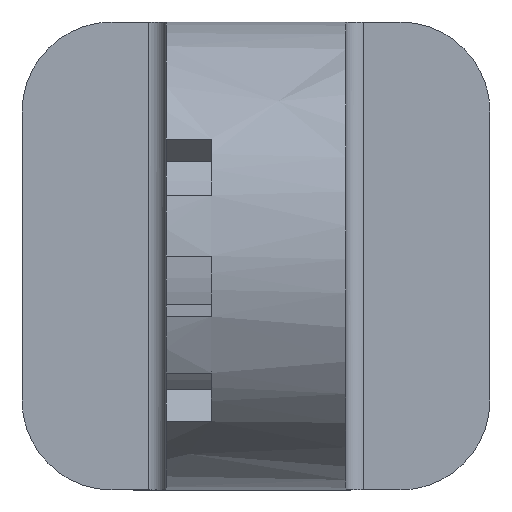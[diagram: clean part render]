
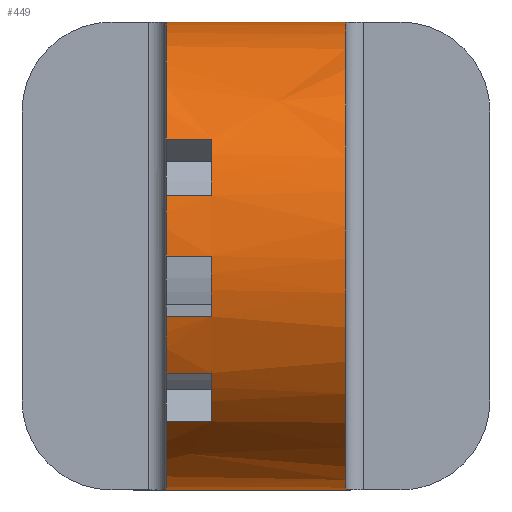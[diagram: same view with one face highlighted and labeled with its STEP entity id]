
A CAD part, left-side view. The second image highlights one B-rep face of the part: STEP entity #449.
In plain terms, the highlighted free-form (B-spline) face has degree [2, 1] with [5, 2] control points.
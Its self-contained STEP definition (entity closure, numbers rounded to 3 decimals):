
#266 = VERTEX_POINT('',#267);
#267 = CARTESIAN_POINT('',(-22.777,12.654,
    32.901));
#282 = VERTEX_POINT('',#283);
#283 = CARTESIAN_POINT('',(-22.777,12.654,
    -32.901));
#288 = EDGE_CURVE('',#282,#289,#291,.T.);
#289 = VERTEX_POINT('',#290);
#290 = CARTESIAN_POINT('',(-46.042,12.654,
    -23.264));
#291 = ( BOUNDED_CURVE() B_SPLINE_CURVE(2,(#292,#293,#294),
.UNSPECIFIED.,.F.,.F.) B_SPLINE_CURVE_WITH_KNOTS((3,3),(3.142,
3.927),.PIECEWISE_BEZIER_KNOTS.) CURVE() 
GEOMETRIC_REPRESENTATION_ITEM() RATIONAL_B_SPLINE_CURVE((1.,
0.924,1.)) REPRESENTATION_ITEM('') );
#292 = CARTESIAN_POINT('',(-22.777,12.654,
    -32.901));
#293 = CARTESIAN_POINT('',(-36.405,12.654,-32.901)
  );
#294 = CARTESIAN_POINT('',(-46.042,12.654,
    -23.264));
#312 = VERTEX_POINT('',#313);
#313 = CARTESIAN_POINT('',(-51.27,12.654,
    -16.45));
#318 = EDGE_CURVE('',#312,#319,#321,.T.);
#319 = VERTEX_POINT('',#320);
#320 = CARTESIAN_POINT('',(-54.557,12.654,
    -8.515));
#321 = ( BOUNDED_CURVE() B_SPLINE_CURVE(2,(#322,#323,#324),
.UNSPECIFIED.,.F.,.F.) B_SPLINE_CURVE_WITH_KNOTS((3,3),(4.189,
4.451),.PIECEWISE_BEZIER_KNOTS.) CURVE() 
GEOMETRIC_REPRESENTATION_ITEM() RATIONAL_B_SPLINE_CURVE((1.,
0.991,1.)) REPRESENTATION_ITEM('') );
#322 = CARTESIAN_POINT('',(-51.27,12.654,
    -16.45));
#323 = CARTESIAN_POINT('',(-53.436,12.654,
    -12.699));
#324 = CARTESIAN_POINT('',(-54.557,12.654,
    -8.515));
#342 = VERTEX_POINT('',#343);
#343 = CARTESIAN_POINT('',(-55.678,12.654,
    0.));
#348 = EDGE_CURVE('',#342,#349,#351,.T.);
#349 = VERTEX_POINT('',#350);
#350 = CARTESIAN_POINT('',(-54.557,12.654,
    8.515));
#351 = ( BOUNDED_CURVE() B_SPLINE_CURVE(2,(#352,#353,#354),
.UNSPECIFIED.,.F.,.F.) B_SPLINE_CURVE_WITH_KNOTS((3,3),(4.712,
4.974),.PIECEWISE_BEZIER_KNOTS.) CURVE() 
GEOMETRIC_REPRESENTATION_ITEM() RATIONAL_B_SPLINE_CURVE((1.,
0.991,1.)) REPRESENTATION_ITEM('') );
#352 = CARTESIAN_POINT('',(-55.678,12.654,
    0.));
#353 = CARTESIAN_POINT('',(-55.678,12.654,
    4.331));
#354 = CARTESIAN_POINT('',(-54.557,12.654,
    8.515));
#372 = VERTEX_POINT('',#373);
#373 = CARTESIAN_POINT('',(-51.27,12.654,
    16.45));
#378 = EDGE_CURVE('',#372,#266,#379,.T.);
#379 = ( BOUNDED_CURVE() B_SPLINE_CURVE(2,(#380,#381,#382),
.UNSPECIFIED.,.F.,.F.) B_SPLINE_CURVE_WITH_KNOTS((3,3),(5.236,
6.283),.PIECEWISE_BEZIER_KNOTS.) CURVE() 
GEOMETRIC_REPRESENTATION_ITEM() RATIONAL_B_SPLINE_CURVE((1.,
0.866,1.)) REPRESENTATION_ITEM('') );
#380 = CARTESIAN_POINT('',(-51.27,12.654,
    16.45));
#381 = CARTESIAN_POINT('',(-41.773,12.654,
    32.901));
#382 = CARTESIAN_POINT('',(-22.777,12.654,
    32.901));
#406 = VERTEX_POINT('',#407);
#407 = CARTESIAN_POINT('',(-22.777,-12.654,
    -32.901));
#420 = VERTEX_POINT('',#421);
#421 = CARTESIAN_POINT('',(-22.777,-12.654,
    32.901));
#426 = EDGE_CURVE('',#406,#420,#427,.T.);
#427 = ( BOUNDED_CURVE() B_SPLINE_CURVE(2,(#428,#429,#430,#431,#432),
.UNSPECIFIED.,.F.,.F.) B_SPLINE_CURVE_WITH_KNOTS((3,2,3),(3.142,
4.712,6.283),.PIECEWISE_BEZIER_KNOTS.) CURVE() 
GEOMETRIC_REPRESENTATION_ITEM() RATIONAL_B_SPLINE_CURVE((1.,
0.707,1.,0.707,1.)) REPRESENTATION_ITEM('') );
#428 = CARTESIAN_POINT('',(-22.777,-12.654,
    -32.901));
#429 = CARTESIAN_POINT('',(-55.678,-12.654,
    -32.901));
#430 = CARTESIAN_POINT('',(-55.678,-12.654,
    0.));
#431 = CARTESIAN_POINT('',(-55.678,-12.654,
    32.901));
#432 = CARTESIAN_POINT('',(-22.777,-12.654,
    32.901));
#449 = ADVANCED_FACE('',(#450),#527,.T.);
#450 = FACE_BOUND('',#451,.T.);
#451 = EDGE_LOOP('',(#452,#462,#467,#468,#473,#474,#479,#480,#487,#495,
    #500,#501,#508,#516,#521,#522));
#452 = ORIENTED_EDGE('',*,*,#453,.F.);
#453 = EDGE_CURVE('',#454,#456,#458,.T.);
#454 = VERTEX_POINT('',#455);
#455 = CARTESIAN_POINT('',(-46.042,6.327,
    -23.264));
#456 = VERTEX_POINT('',#457);
#457 = CARTESIAN_POINT('',(-51.27,6.327,
    -16.45));
#458 = ( BOUNDED_CURVE() B_SPLINE_CURVE(2,(#459,#460,#461),
.UNSPECIFIED.,.F.,.F.) B_SPLINE_CURVE_WITH_KNOTS((3,3),(3.927,
4.189),.PIECEWISE_BEZIER_KNOTS.) CURVE() 
GEOMETRIC_REPRESENTATION_ITEM() RATIONAL_B_SPLINE_CURVE((1.,
0.991,1.)) REPRESENTATION_ITEM('') );
#459 = CARTESIAN_POINT('',(-46.042,6.327,
    -23.264));
#460 = CARTESIAN_POINT('',(-49.105,6.327,
    -20.202));
#461 = CARTESIAN_POINT('',(-51.27,6.327,
    -16.45));
#462 = ORIENTED_EDGE('',*,*,#463,.T.);
#463 = EDGE_CURVE('',#454,#289,#464,.T.);
#464 = B_SPLINE_CURVE_WITH_KNOTS('',1,(#465,#466),.UNSPECIFIED.,.F.,.F.,
  (2,2),(0.,5.),.PIECEWISE_BEZIER_KNOTS.);
#465 = CARTESIAN_POINT('',(-46.042,6.327,
    -23.264));
#466 = CARTESIAN_POINT('',(-46.042,12.654,
    -23.264));
#467 = ORIENTED_EDGE('',*,*,#288,.F.);
#468 = ORIENTED_EDGE('',*,*,#469,.T.);
#469 = EDGE_CURVE('',#282,#406,#470,.T.);
#470 = B_SPLINE_CURVE_WITH_KNOTS('',1,(#471,#472),.UNSPECIFIED.,.F.,.F.,
  (2,2),(-0.,20.),.PIECEWISE_BEZIER_KNOTS.);
#471 = CARTESIAN_POINT('',(-22.777,12.654,
    -32.901));
#472 = CARTESIAN_POINT('',(-22.777,-12.654,
    -32.901));
#473 = ORIENTED_EDGE('',*,*,#426,.T.);
#474 = ORIENTED_EDGE('',*,*,#475,.F.);
#475 = EDGE_CURVE('',#266,#420,#476,.T.);
#476 = B_SPLINE_CURVE_WITH_KNOTS('',1,(#477,#478),.UNSPECIFIED.,.F.,.F.,
  (2,2),(-0.,20.),.PIECEWISE_BEZIER_KNOTS.);
#477 = CARTESIAN_POINT('',(-22.777,12.654,
    32.901));
#478 = CARTESIAN_POINT('',(-22.777,-12.654,
    32.901));
#479 = ORIENTED_EDGE('',*,*,#378,.F.);
#480 = ORIENTED_EDGE('',*,*,#481,.F.);
#481 = EDGE_CURVE('',#482,#372,#484,.T.);
#482 = VERTEX_POINT('',#483);
#483 = CARTESIAN_POINT('',(-51.27,6.327,
    16.45));
#484 = B_SPLINE_CURVE_WITH_KNOTS('',1,(#485,#486),.UNSPECIFIED.,.F.,.F.,
  (2,2),(0.,5.),.PIECEWISE_BEZIER_KNOTS.);
#485 = CARTESIAN_POINT('',(-51.27,6.327,
    16.45));
#486 = CARTESIAN_POINT('',(-51.27,12.654,
    16.45));
#487 = ORIENTED_EDGE('',*,*,#488,.F.);
#488 = EDGE_CURVE('',#489,#482,#491,.T.);
#489 = VERTEX_POINT('',#490);
#490 = CARTESIAN_POINT('',(-54.557,6.327,8.515
    ));
#491 = ( BOUNDED_CURVE() B_SPLINE_CURVE(2,(#492,#493,#494),
.UNSPECIFIED.,.F.,.F.) B_SPLINE_CURVE_WITH_KNOTS((3,3),(4.974,
5.236),.PIECEWISE_BEZIER_KNOTS.) CURVE() 
GEOMETRIC_REPRESENTATION_ITEM() RATIONAL_B_SPLINE_CURVE((1.,
0.991,1.)) REPRESENTATION_ITEM('') );
#492 = CARTESIAN_POINT('',(-54.557,6.327,8.515
    ));
#493 = CARTESIAN_POINT('',(-53.436,6.327,
    12.699));
#494 = CARTESIAN_POINT('',(-51.27,6.327,
    16.45));
#495 = ORIENTED_EDGE('',*,*,#496,.T.);
#496 = EDGE_CURVE('',#489,#349,#497,.T.);
#497 = B_SPLINE_CURVE_WITH_KNOTS('',1,(#498,#499),.UNSPECIFIED.,.F.,.F.,
  (2,2),(0.,5.),.PIECEWISE_BEZIER_KNOTS.);
#498 = CARTESIAN_POINT('',(-54.557,6.327,8.515
    ));
#499 = CARTESIAN_POINT('',(-54.557,12.654,
    8.515));
#500 = ORIENTED_EDGE('',*,*,#348,.F.);
#501 = ORIENTED_EDGE('',*,*,#502,.F.);
#502 = EDGE_CURVE('',#503,#342,#505,.T.);
#503 = VERTEX_POINT('',#504);
#504 = CARTESIAN_POINT('',(-55.678,6.327,
    0.));
#505 = B_SPLINE_CURVE_WITH_KNOTS('',1,(#506,#507),.UNSPECIFIED.,.F.,.F.,
  (2,2),(0.,5.),.PIECEWISE_BEZIER_KNOTS.);
#506 = CARTESIAN_POINT('',(-55.678,6.327,
    0.));
#507 = CARTESIAN_POINT('',(-55.678,12.654,
    0.));
#508 = ORIENTED_EDGE('',*,*,#509,.F.);
#509 = EDGE_CURVE('',#510,#503,#512,.T.);
#510 = VERTEX_POINT('',#511);
#511 = CARTESIAN_POINT('',(-54.557,6.327,
    -8.515));
#512 = ( BOUNDED_CURVE() B_SPLINE_CURVE(2,(#513,#514,#515),
.UNSPECIFIED.,.F.,.F.) B_SPLINE_CURVE_WITH_KNOTS((3,3),(4.451,
4.712),.PIECEWISE_BEZIER_KNOTS.) CURVE() 
GEOMETRIC_REPRESENTATION_ITEM() RATIONAL_B_SPLINE_CURVE((1.,
0.991,1.)) REPRESENTATION_ITEM('') );
#513 = CARTESIAN_POINT('',(-54.557,6.327,
    -8.515));
#514 = CARTESIAN_POINT('',(-55.678,6.327,
    -4.331));
#515 = CARTESIAN_POINT('',(-55.678,6.327,
    0.));
#516 = ORIENTED_EDGE('',*,*,#517,.T.);
#517 = EDGE_CURVE('',#510,#319,#518,.T.);
#518 = B_SPLINE_CURVE_WITH_KNOTS('',1,(#519,#520),.UNSPECIFIED.,.F.,.F.,
  (2,2),(0.,5.),.PIECEWISE_BEZIER_KNOTS.);
#519 = CARTESIAN_POINT('',(-54.557,6.327,
    -8.515));
#520 = CARTESIAN_POINT('',(-54.557,12.654,
    -8.515));
#521 = ORIENTED_EDGE('',*,*,#318,.F.);
#522 = ORIENTED_EDGE('',*,*,#523,.F.);
#523 = EDGE_CURVE('',#456,#312,#524,.T.);
#524 = B_SPLINE_CURVE_WITH_KNOTS('',1,(#525,#526),.UNSPECIFIED.,.F.,.F.,
  (2,2),(0.,5.),.PIECEWISE_BEZIER_KNOTS.);
#525 = CARTESIAN_POINT('',(-51.27,6.327,
    -16.45));
#526 = CARTESIAN_POINT('',(-51.27,12.654,
    -16.45));
#527 = ( BOUNDED_SURFACE() B_SPLINE_SURFACE(2,1,(
    (#528,#529)
    ,(#530,#531)
    ,(#532,#533)
    ,(#534,#535)
,(#536,#537
    )),.UNSPECIFIED.,.F.,.F.,.F.) B_SPLINE_SURFACE_WITH_KNOTS((3,2,3),(2
    ,2),(3.142,4.712,6.283),(0.,20.),
.PIECEWISE_BEZIER_KNOTS.) GEOMETRIC_REPRESENTATION_ITEM() 
RATIONAL_B_SPLINE_SURFACE((
    (1.,1.)
    ,(0.707,0.707)
    ,(1.,1.)
    ,(0.707,0.707)
,(1.,1.))) REPRESENTATION_ITEM('') SURFACE() );
#528 = CARTESIAN_POINT('',(-22.777,12.654,
    32.901));
#529 = CARTESIAN_POINT('',(-22.777,-12.654,
    32.901));
#530 = CARTESIAN_POINT('',(-55.678,12.654,
    32.901));
#531 = CARTESIAN_POINT('',(-55.678,-12.654,
    32.901));
#532 = CARTESIAN_POINT('',(-55.678,12.654,
    0.));
#533 = CARTESIAN_POINT('',(-55.678,-12.654,
    0.));
#534 = CARTESIAN_POINT('',(-55.678,12.654,
    -32.901));
#535 = CARTESIAN_POINT('',(-55.678,-12.654,
    -32.901));
#536 = CARTESIAN_POINT('',(-22.777,12.654,
    -32.901));
#537 = CARTESIAN_POINT('',(-22.777,-12.654,
    -32.901));
